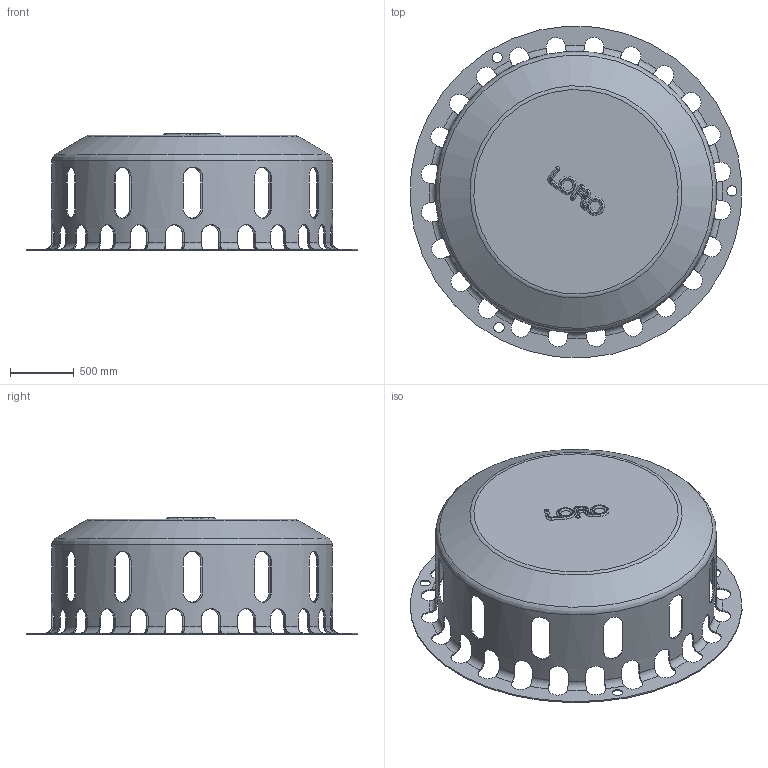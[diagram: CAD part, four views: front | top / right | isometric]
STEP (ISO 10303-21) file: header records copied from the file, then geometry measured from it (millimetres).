
FILE_DESCRIPTION(/* description */ (''),/* implementation_level */ '2;1');
FILE_NAME(/* name */ '21004.000X_3D.stp',/* time_stamp */ '2024-12-12T08:13:30+01:00',/* author */ ('CAD'),/* organization */ (''),/* preprocessor_version */ 'ST-DEVELOPER v20',/* originating_system */ 'AutoCAD Mechanical',/* authorisation */ '');
FILE_SCHEMA (('AUTOMOTIVE_DESIGN { 1 0 10303 214 3 1 1 }'));
Length unit declared in the file: centimetre
Products named in the file (2): Product; *S77
Assembly tree (1 placements, depth 2):
  Product
    *S77
Bounding box: 2596.67 x 2596.67 x 912.5 mm (x, y, z)
Volume: 87704611 mm3; surface area: 17902197.5 mm2
Topology: 1 solids, 1 shells, 309 faces, 1009 edges, 657 vertices
Faces by surface type: cylinder 121, plane 104, torus 76, sphere 3, bspline 3, cone 2
Full cylindrical faces by diameter (mm): 80 x3, 105 x2, 2180 x1, 2200 x1, 2600 x1
Entity records: 16588 total; most frequent: CARTESIAN_POINT 7906, ORIENTED_EDGE 2008, DIRECTION 1641, EDGE_CURVE 1004, VERTEX_POINT 657, AXIS2_PLACEMENT_3D 621, LINE 399, VECTOR 399
